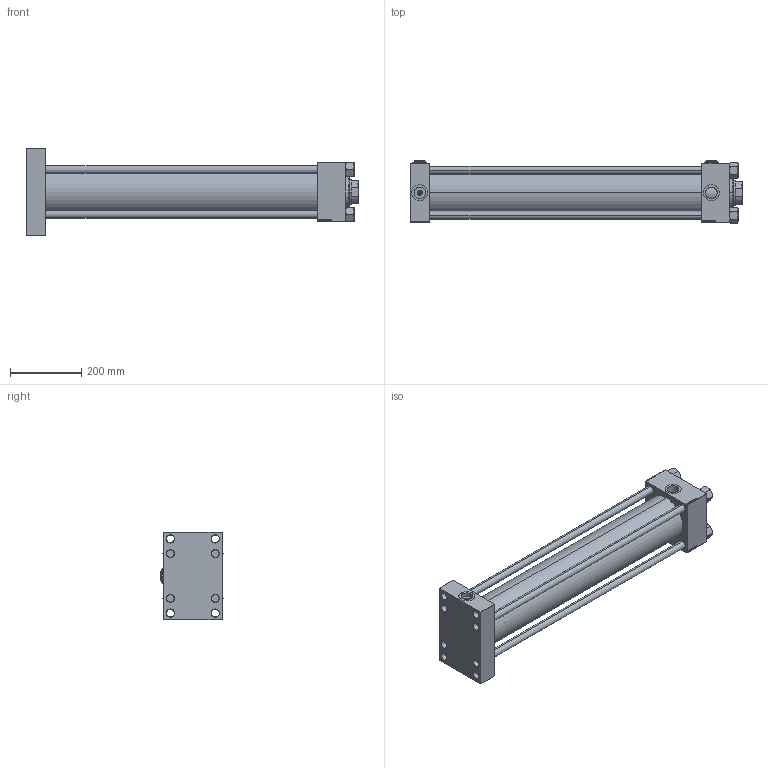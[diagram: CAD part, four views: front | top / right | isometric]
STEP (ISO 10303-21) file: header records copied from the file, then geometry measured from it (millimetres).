
FILE_DESCRIPTION (( 'STEP AP203' ), '1' );
FILE_NAME ('5b63.STEP', '2023-08-23T16:38:02', ( '' ), ( '' ), 'SwSTEP 2.0', 'SolidWorks 2019', '' );
FILE_SCHEMA (( 'CONFIG_CONTROL_DESIGN' ));
Length unit declared in the file: millimetre
Products named in the file (7): V215CR_VCP_E 52b85b7062fdb5e00b715c64aad1ebcd; NUT_M5_E 52b85b7062fdb5e00b715c64aad1ebcd; V215_VC_A 52b85b7062fdb5e00b715c64aad1ebcd; Zatka_pro_OIL_PORT 52b85b7062fdb5e00b715c64aad1ebcd; V215CR_E_Body 52b85b7062fdb5e00b715c64aad1ebcd; 5b63; V215CR_TYCINKA_E 52b85b7062fdb5e00b715c64aad1ebcd
Assembly tree (13 placements, depth 2):
  5b63
    V215CR_E_Body 52b85b7062fdb5e00b715c64aad1ebcd
    V215CR_VCP_E 52b85b7062fdb5e00b715c64aad1ebcd
    V215CR_TYCINKA_E 52b85b7062fdb5e00b715c64aad1ebcd  x4
    NUT_M5_E 52b85b7062fdb5e00b715c64aad1ebcd  x4
    V215_VC_A 52b85b7062fdb5e00b715c64aad1ebcd
    Zatka_pro_OIL_PORT 52b85b7062fdb5e00b715c64aad1ebcd  x2
Bounding box: 932 x 174.07 x 247 mm (x, y, z)
Volume: 9729240.2 mm3; surface area: 1475450.4 mm2
Topology: 13 solids, 13 shells, 1284 faces, 3247 edges, 2100 vertices
Faces by surface type: plane 593, bspline 392, cone 194, cylinder 97, torus 8
Entity records: 52652 total; most frequent: CARTESIAN_POINT 27934, ORIENTED_EDGE 5566, DIRECTION 3611, EDGE_CURVE 2783, VERTEX_POINT 1820, VECTOR 1617, LINE 1617, EDGE_LOOP 1227
